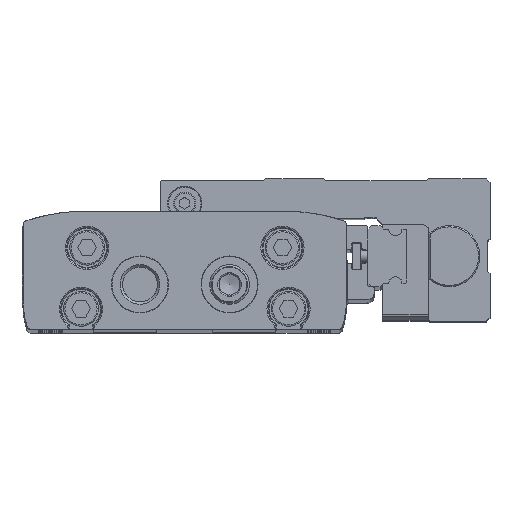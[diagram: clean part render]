
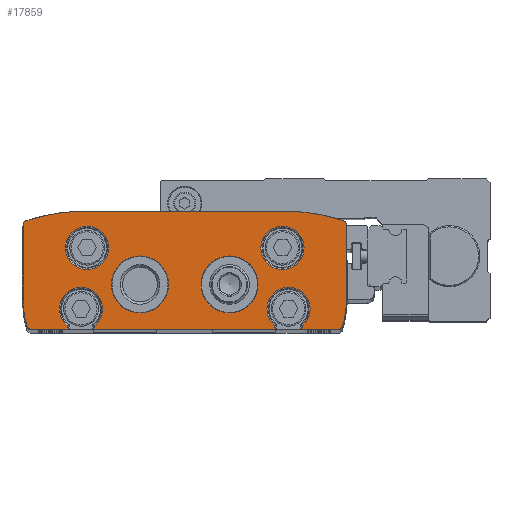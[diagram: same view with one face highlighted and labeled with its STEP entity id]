
A CAD part, top view. The second image highlights one B-rep face of the part: STEP entity #17859.
In plain terms, the highlighted planar face has unit normal (0, 0, 1).
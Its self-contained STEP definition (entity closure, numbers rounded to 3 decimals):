
#751=LINE('',#29610,#2298);
#755=LINE('',#29618,#2302);
#759=LINE('',#29634,#2306);
#821=LINE('',#29854,#2368);
#828=LINE('',#29872,#2375);
#829=LINE('',#29880,#2376);
#836=LINE('',#29898,#2383);
#837=LINE('',#29906,#2384);
#838=LINE('',#29912,#2385);
#839=LINE('',#29918,#2386);
#2298=VECTOR('',#23944,1000.);
#2302=VECTOR('',#23948,1000.);
#2306=VECTOR('',#23960,1000.);
#2368=VECTOR('',#24120,1000.);
#2375=VECTOR('',#24133,1000.);
#2376=VECTOR('',#24136,1000.);
#2383=VECTOR('',#24149,1000.);
#2384=VECTOR('',#24160,1000.);
#2385=VECTOR('',#24165,1000.);
#2386=VECTOR('',#24170,1000.);
#4028=ORIENTED_EDGE('',*,*,#8991,.F.);
#4029=ORIENTED_EDGE('',*,*,#8980,.T.);
#4030=ORIENTED_EDGE('',*,*,#8872,.T.);
#4031=ORIENTED_EDGE('',*,*,#8982,.F.);
#4032=ORIENTED_EDGE('',*,*,#8992,.F.);
#4033=ORIENTED_EDGE('',*,*,#8990,.T.);
#4034=ORIENTED_EDGE('',*,*,#8864,.T.);
#4035=ORIENTED_EDGE('',*,*,#8993,.T.);
#4036=ORIENTED_EDGE('',*,*,#8994,.T.);
#4037=ORIENTED_EDGE('',*,*,#8995,.T.);
#4038=ORIENTED_EDGE('',*,*,#8996,.T.);
#4039=ORIENTED_EDGE('',*,*,#8997,.T.);
#4040=ORIENTED_EDGE('',*,*,#8998,.T.);
#4041=ORIENTED_EDGE('',*,*,#8999,.T.);
#4042=ORIENTED_EDGE('',*,*,#9000,.T.);
#4043=ORIENTED_EDGE('',*,*,#9001,.T.);
#4044=ORIENTED_EDGE('',*,*,#9002,.T.);
#4045=ORIENTED_EDGE('',*,*,#9003,.T.);
#4046=ORIENTED_EDGE('',*,*,#8860,.T.);
#4047=ORIENTED_EDGE('',*,*,#8972,.F.);
#4048=ORIENTED_EDGE('',*,*,#9004,.F.);
#4049=ORIENTED_EDGE('',*,*,#9005,.F.);
#4050=ORIENTED_EDGE('',*,*,#9006,.F.);
#4051=ORIENTED_EDGE('',*,*,#9007,.F.);
#8860=EDGE_CURVE('',#11358,#11357,#751,.T.);
#8864=EDGE_CURVE('',#11362,#11361,#755,.T.);
#8872=EDGE_CURVE('',#11370,#11369,#759,.T.);
#8972=EDGE_CURVE('',#11457,#11357,#821,.T.);
#8980=EDGE_CURVE('',#11462,#11370,#828,.T.);
#8982=EDGE_CURVE('',#11463,#11369,#829,.T.);
#8990=EDGE_CURVE('',#11468,#11362,#836,.T.);
#8991=EDGE_CURVE('',#11462,#11457,#13172,.T.);
#8992=EDGE_CURVE('',#11468,#11463,#13173,.T.);
#8993=EDGE_CURVE('',#11361,#11469,#13174,.T.);
#8994=EDGE_CURVE('',#11469,#11470,#13175,.T.);
#8995=EDGE_CURVE('',#11470,#11471,#837,.T.);
#8996=EDGE_CURVE('',#11471,#11472,#13176,.T.);
#8997=EDGE_CURVE('',#11472,#11473,#13177,.T.);
#8998=EDGE_CURVE('',#11473,#11474,#838,.T.);
#8999=EDGE_CURVE('',#11474,#11475,#13178,.T.);
#9000=EDGE_CURVE('',#11475,#11476,#13179,.T.);
#9001=EDGE_CURVE('',#11476,#11477,#839,.T.);
#9002=EDGE_CURVE('',#11477,#11478,#13180,.T.);
#9003=EDGE_CURVE('',#11478,#11358,#13181,.T.);
#9004=EDGE_CURVE('',#11479,#11479,#13182,.T.);
#9005=EDGE_CURVE('',#11480,#11480,#13183,.T.);
#9006=EDGE_CURVE('',#11481,#11481,#13184,.T.);
#9007=EDGE_CURVE('',#11482,#11482,#13185,.T.);
#11357=VERTEX_POINT('',#29609);
#11358=VERTEX_POINT('',#29611);
#11361=VERTEX_POINT('',#29617);
#11362=VERTEX_POINT('',#29619);
#11369=VERTEX_POINT('',#29633);
#11370=VERTEX_POINT('',#29635);
#11457=VERTEX_POINT('',#29852);
#11462=VERTEX_POINT('',#29871);
#11463=VERTEX_POINT('',#29878);
#11468=VERTEX_POINT('',#29897);
#11469=VERTEX_POINT('',#29903);
#11470=VERTEX_POINT('',#29905);
#11471=VERTEX_POINT('',#29907);
#11472=VERTEX_POINT('',#29909);
#11473=VERTEX_POINT('',#29911);
#11474=VERTEX_POINT('',#29913);
#11475=VERTEX_POINT('',#29915);
#11476=VERTEX_POINT('',#29917);
#11477=VERTEX_POINT('',#29919);
#11478=VERTEX_POINT('',#29921);
#11479=VERTEX_POINT('',#29924);
#11480=VERTEX_POINT('',#29926);
#11481=VERTEX_POINT('',#29928);
#11482=VERTEX_POINT('',#29930);
#13172=CIRCLE('',#21910,5.3);
#13173=CIRCLE('',#21911,5.3);
#13174=CIRCLE('',#21912,1.);
#13175=CIRCLE('',#21913,21.);
#13176=CIRCLE('',#21914,1.);
#13177=CIRCLE('',#21915,45.);
#13178=CIRCLE('',#21916,45.);
#13179=CIRCLE('',#21917,1.);
#13180=CIRCLE('',#21918,21.);
#13181=CIRCLE('',#21919,1.);
#13182=CIRCLE('',#21920,5.3);
#13183=CIRCLE('',#21921,5.3);
#13184=CIRCLE('',#21922,7.);
#13185=CIRCLE('',#21923,7.);
#14037=EDGE_LOOP('',(#4028,#4029,#4030,#4031,#4032,#4033,#4034,#4035,#4036,
#4037,#4038,#4039,#4040,#4041,#4042,#4043,#4044,#4045,#4046,#4047));
#14038=EDGE_LOOP('',(#4048));
#14039=EDGE_LOOP('',(#4049));
#14040=EDGE_LOOP('',(#4050));
#14041=EDGE_LOOP('',(#4051));
#15658=FACE_BOUND('',#14037,.T.);
#15659=FACE_BOUND('',#14038,.T.);
#15660=FACE_BOUND('',#14039,.T.);
#15661=FACE_BOUND('',#14040,.T.);
#15662=FACE_BOUND('',#14041,.T.);
#17272=PLANE('',#21909);
#17859=ADVANCED_FACE('',(#15658,#15659,#15660,#15661,#15662),#17272,.T.);
#21909=AXIS2_PLACEMENT_3D('',#29899,#24150,#24151);
#21910=AXIS2_PLACEMENT_3D('',#29900,#24152,#24153);
#21911=AXIS2_PLACEMENT_3D('',#29901,#24154,#24155);
#21912=AXIS2_PLACEMENT_3D('',#29902,#24156,#24157);
#21913=AXIS2_PLACEMENT_3D('',#29904,#24158,#24159);
#21914=AXIS2_PLACEMENT_3D('',#29908,#24161,#24162);
#21915=AXIS2_PLACEMENT_3D('',#29910,#24163,#24164);
#21916=AXIS2_PLACEMENT_3D('',#29914,#24166,#24167);
#21917=AXIS2_PLACEMENT_3D('',#29916,#24168,#24169);
#21918=AXIS2_PLACEMENT_3D('',#29920,#24171,#24172);
#21919=AXIS2_PLACEMENT_3D('',#29922,#24173,#24174);
#21920=AXIS2_PLACEMENT_3D('',#29923,#24175,#24176);
#21921=AXIS2_PLACEMENT_3D('',#29925,#24177,#24178);
#21922=AXIS2_PLACEMENT_3D('',#29927,#24179,#24180);
#21923=AXIS2_PLACEMENT_3D('',#29929,#24181,#24182);
#23944=DIRECTION('',(1.,0.,0.));
#23948=DIRECTION('',(1.,0.,0.));
#23960=DIRECTION('',(1.,0.,0.));
#24120=DIRECTION('',(0.,-1.,0.));
#24133=DIRECTION('',(0.,-1.,0.));
#24136=DIRECTION('',(0.,-1.,0.));
#24149=DIRECTION('',(0.,-1.,0.));
#24150=DIRECTION('',(0.,0.,1.));
#24151=DIRECTION('',(1.,0.,0.));
#24152=DIRECTION('',(0.,0.,1.));
#24153=DIRECTION('',(1.,0.,0.));
#24154=DIRECTION('',(0.,0.,1.));
#24155=DIRECTION('',(1.,0.,0.));
#24156=DIRECTION('',(0.,0.,1.));
#24157=DIRECTION('',(1.,0.,0.));
#24158=DIRECTION('',(0.,0.,1.));
#24159=DIRECTION('',(1.,0.,0.));
#24160=DIRECTION('',(0.,1.,0.));
#24161=DIRECTION('',(0.,0.,1.));
#24162=DIRECTION('',(1.,0.,0.));
#24163=DIRECTION('',(0.,0.,1.));
#24164=DIRECTION('',(1.,0.,0.));
#24165=DIRECTION('',(-1.,0.,0.));
#24166=DIRECTION('',(0.,0.,1.));
#24167=DIRECTION('',(1.,0.,0.));
#24168=DIRECTION('',(0.,0.,1.));
#24169=DIRECTION('',(1.,0.,0.));
#24170=DIRECTION('',(0.,-1.,0.));
#24171=DIRECTION('',(0.,0.,1.));
#24172=DIRECTION('',(1.,0.,0.));
#24173=DIRECTION('',(0.,0.,1.));
#24174=DIRECTION('',(1.,0.,0.));
#24175=DIRECTION('',(0.,0.,1.));
#24176=DIRECTION('',(1.,0.,0.));
#24177=DIRECTION('',(0.,0.,1.));
#24178=DIRECTION('',(1.,0.,0.));
#24179=DIRECTION('',(0.,0.,1.));
#24180=DIRECTION('',(1.,0.,0.));
#24181=DIRECTION('',(0.,0.,1.));
#24182=DIRECTION('',(1.,0.,0.));
#29609=CARTESIAN_POINT('',(-28.9,0.,275.));
#29610=CARTESIAN_POINT('',(-37.779,0.,275.));
#29611=CARTESIAN_POINT('',(-37.779,0.,275.));
#29617=CARTESIAN_POINT('',(37.779,0.,275.));
#29618=CARTESIAN_POINT('',(-37.779,0.,275.));
#29619=CARTESIAN_POINT('',(28.9,0.,275.));
#29633=CARTESIAN_POINT('',(22.1,0.,275.));
#29634=CARTESIAN_POINT('',(-37.779,0.,275.));
#29635=CARTESIAN_POINT('',(-22.1,0.,275.));
#29852=CARTESIAN_POINT('',(-28.9,0.934,275.));
#29854=CARTESIAN_POINT('',(-28.9,5.,275.));
#29871=CARTESIAN_POINT('',(-22.1,0.934,275.));
#29872=CARTESIAN_POINT('',(-22.1,5.,275.));
#29878=CARTESIAN_POINT('',(22.1,0.934,275.));
#29880=CARTESIAN_POINT('',(22.1,5.,275.));
#29897=CARTESIAN_POINT('',(28.9,0.934,275.));
#29898=CARTESIAN_POINT('',(28.9,5.,275.));
#29899=CARTESIAN_POINT('',(-18.7,7.,275.));
#29900=CARTESIAN_POINT('',(-25.5,5.,275.));
#29901=CARTESIAN_POINT('',(25.5,5.,275.));
#29902=CARTESIAN_POINT('',(37.779,1.,275.));
#29903=CARTESIAN_POINT('',(38.733,0.7,275.));
#29904=CARTESIAN_POINT('',(18.7,7.,275.));
#29905=CARTESIAN_POINT('',(39.7,7.,275.));
#29906=CARTESIAN_POINT('',(39.7,7.,275.));
#29907=CARTESIAN_POINT('',(39.7,25.713,275.));
#29908=CARTESIAN_POINT('',(38.7,25.713,275.));
#29909=CARTESIAN_POINT('',(39.018,26.661,275.));
#29910=CARTESIAN_POINT('',(24.7,-16.,275.));
#29911=CARTESIAN_POINT('',(24.7,29.,275.));
#29912=CARTESIAN_POINT('',(24.7,29.,275.));
#29913=CARTESIAN_POINT('',(-24.7,29.,275.));
#29914=CARTESIAN_POINT('',(-24.7,-16.,275.));
#29915=CARTESIAN_POINT('',(-39.018,26.661,275.));
#29916=CARTESIAN_POINT('',(-38.7,25.713,275.));
#29917=CARTESIAN_POINT('',(-39.7,25.713,275.));
#29918=CARTESIAN_POINT('',(-39.7,25.713,275.));
#29919=CARTESIAN_POINT('',(-39.7,7.,275.));
#29920=CARTESIAN_POINT('',(-18.7,7.,275.));
#29921=CARTESIAN_POINT('',(-38.733,0.7,275.));
#29922=CARTESIAN_POINT('',(-37.779,1.,275.));
#29923=CARTESIAN_POINT('',(-24.,20.,275.));
#29924=CARTESIAN_POINT('',(-18.7,20.,275.));
#29925=CARTESIAN_POINT('',(24.,20.,275.));
#29926=CARTESIAN_POINT('',(29.3,20.,275.));
#29927=CARTESIAN_POINT('',(-11.,11.,275.));
#29928=CARTESIAN_POINT('',(-4.,11.,275.));
#29929=CARTESIAN_POINT('',(11.,11.,275.));
#29930=CARTESIAN_POINT('',(18.,11.,275.));
